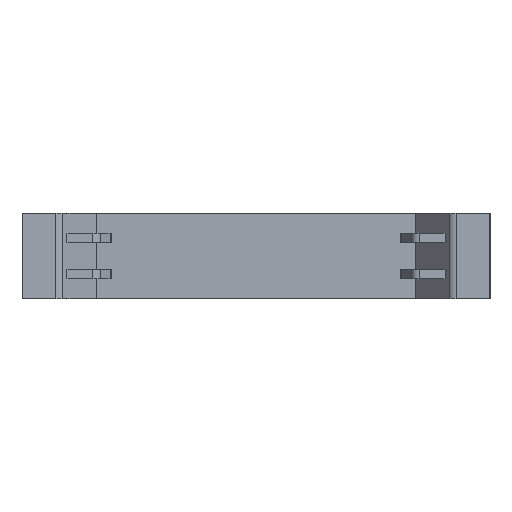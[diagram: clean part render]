
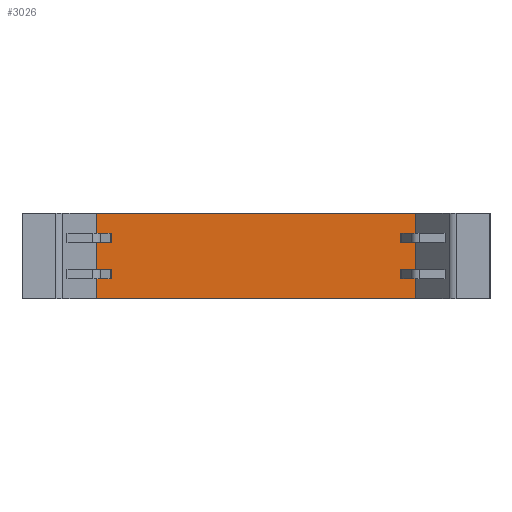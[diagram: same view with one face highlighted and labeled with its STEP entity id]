
A CAD part, front view. The second image highlights one B-rep face of the part: STEP entity #3026.
In plain terms, the highlighted planar face has unit normal (0, -1, 0).
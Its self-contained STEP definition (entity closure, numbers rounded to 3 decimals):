
#271 = FACE_OUTER_BOUND ( 'NONE', #3235, .T. ) ;
#314 = LINE ( 'NONE', #1385, #1508 ) ;
#364 = DIRECTION ( 'NONE',  ( 0., 0., -1. ) ) ;
#394 = ORIENTED_EDGE ( 'NONE', *, *, #1138, .T. ) ;
#537 = CARTESIAN_POINT ( 'NONE',  ( -19.092, -13.374, 47.25 ) ) ;
#667 = AXIS2_PLACEMENT_3D ( 'NONE', #3493, #809, #1316 ) ;
#809 = DIRECTION ( 'NONE',  ( 0., 1., 0. ) ) ;
#813 = DIRECTION ( 'NONE',  ( 1., 0., 0. ) ) ;
#824 = LINE ( 'NONE', #3005, #2146 ) ;
#829 = CARTESIAN_POINT ( 'NONE',  ( 16.408, -13.374, 56.75 ) ) ;
#1023 = EDGE_CURVE ( 'NONE', #1556, #2674, #3014, .T. ) ;
#1048 = ORIENTED_EDGE ( 'NONE', *, *, #2805, .F. ) ;
#1138 = EDGE_CURVE ( 'NONE', #1556, #2996, #314, .T. ) ;
#1205 = CARTESIAN_POINT ( 'NONE',  ( -19.092, -13.374, 56.75 ) ) ;
#1316 = DIRECTION ( 'NONE',  ( 1., 0., 0. ) ) ;
#1317 = DIRECTION ( 'NONE',  ( 1., 0., 0. ) ) ;
#1385 = CARTESIAN_POINT ( 'NONE',  ( -19.092, -13.374, 56.75 ) ) ;
#1434 = EDGE_CURVE ( 'NONE', #2996, #3012, #824, .T. ) ;
#1508 = VECTOR ( 'NONE', #2806, 1000. ) ;
#1556 = VERTEX_POINT ( 'NONE', #1205 ) ;
#1567 = ORIENTED_EDGE ( 'NONE', *, *, #1023, .F. ) ;
#1861 = CARTESIAN_POINT ( 'NONE',  ( 16.408, -13.374, 47.25 ) ) ;
#2146 = VECTOR ( 'NONE', #1317, 1000. ) ;
#2674 = VERTEX_POINT ( 'NONE', #829 ) ;
#2805 = EDGE_CURVE ( 'NONE', #2674, #3012, #3319, .T. ) ;
#2806 = DIRECTION ( 'NONE',  ( 0., 0., -1. ) ) ;
#2918 = ORIENTED_EDGE ( 'NONE', *, *, #1434, .T. ) ;
#2961 = CARTESIAN_POINT ( 'NONE',  ( -19.092, -13.374, 56.75 ) ) ;
#2970 = PLANE ( 'NONE',  #667 ) ;
#2996 = VERTEX_POINT ( 'NONE', #537 ) ;
#2998 = VECTOR ( 'NONE', #813, 1000. ) ;
#3005 = CARTESIAN_POINT ( 'NONE',  ( -19.092, -13.374, 47.25 ) ) ;
#3012 = VERTEX_POINT ( 'NONE', #1861 ) ;
#3014 = LINE ( 'NONE', #2961, #2998 ) ;
#3026 = ADVANCED_FACE ( 'NONE', ( #271 ), #2970, .F. ) ;
#3097 = CARTESIAN_POINT ( 'NONE',  ( 16.408, -13.374, 56.75 ) ) ;
#3235 = EDGE_LOOP ( 'NONE', ( #394, #2918, #1048, #1567 ) ) ;
#3243 = VECTOR ( 'NONE', #364, 1000. ) ;
#3319 = LINE ( 'NONE', #3097, #3243 ) ;
#3493 = CARTESIAN_POINT ( 'NONE',  ( -19.092, -13.374, 56.75 ) ) ;
